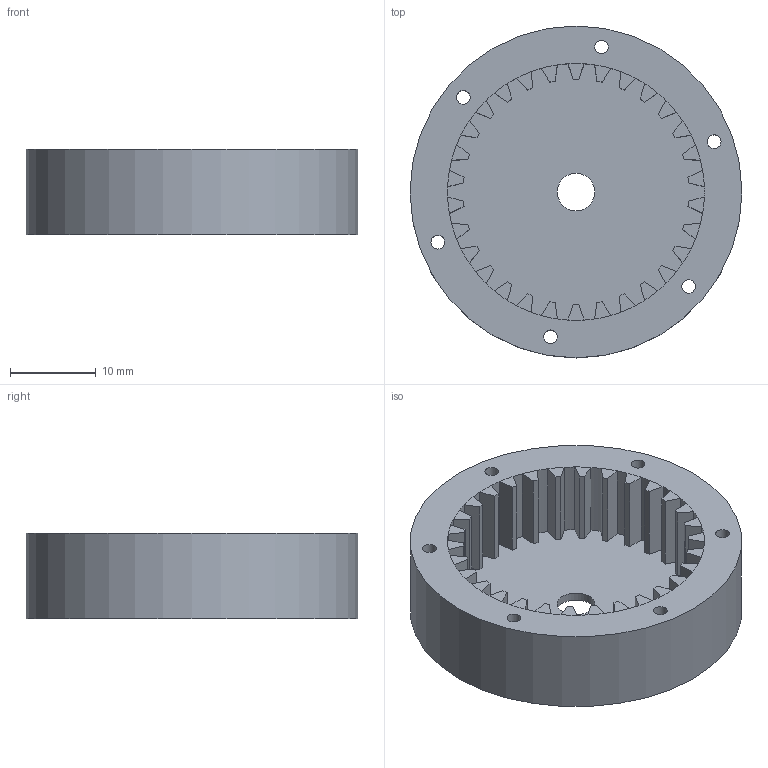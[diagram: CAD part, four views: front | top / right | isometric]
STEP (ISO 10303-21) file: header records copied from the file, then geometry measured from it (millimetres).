
FILE_DESCRIPTION(('FreeCAD Model'),'2;1');
FILE_NAME('Couronne-Ext_A.step','2015-11-25T22:37:06',('Author'),('' ),'Open CASCADE STEP processor 6.8','FreeCAD','Unknown');
FILE_SCHEMA(('AUTOMOTIVE_DESIGN_CC2 { 1 2 10303 214 -1 1 5 4 }'));
Length unit declared in the file: millimetre
Products named in the file (2): ASSEMBLY; PolarPattern
Assembly tree (1 placements, depth 2):
  ASSEMBLY
    PolarPattern
Bounding box: 38.8 x 38.8 x 10 mm (x, y, z)
Volume: 5942.8 mm3; surface area: 5370.6 mm2
Topology: 1 solids, 1 shells, 162 faces, 417 edges, 258 vertices
Faces by surface type: plane 123, cylinder 39
Full cylindrical faces by diameter (mm): 1.6 x6, 4.4 x1, 38.8 x1
Entity records: 10337 total; most frequent: DIRECTION 1687, CARTESIAN_POINT 1673, LINE 1005, VECTOR 1005, ORIENTED_EDGE 834, PCURVE 834, DEFINITIONAL_REPRESENTATION 834, EDGE_CURVE 417
